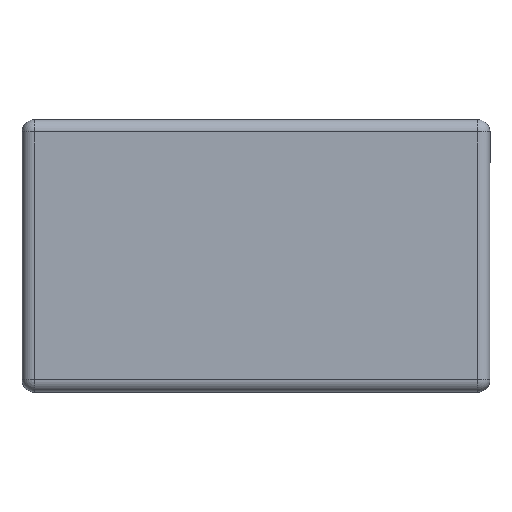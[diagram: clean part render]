
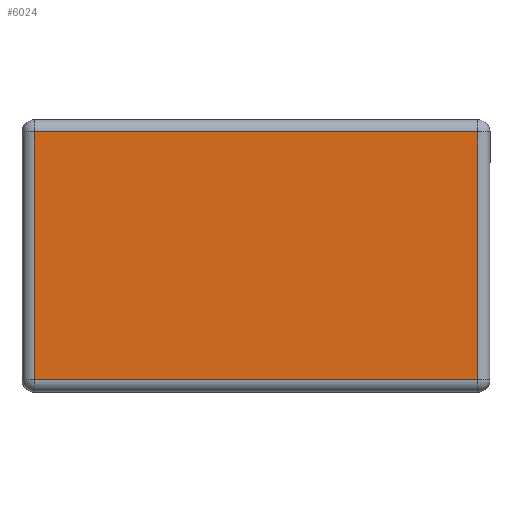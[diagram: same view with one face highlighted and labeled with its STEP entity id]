
A CAD part, top view. The second image highlights one B-rep face of the part: STEP entity #6024.
In plain terms, the highlighted face is planar.
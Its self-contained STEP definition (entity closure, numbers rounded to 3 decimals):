
#581=LINE('',#10151,#1133);
#583=LINE('',#10158,#1135);
#584=LINE('',#10166,#1136);
#586=LINE('',#10174,#1138);
#1133=VECTOR('',#8386,179.);
#1135=VECTOR('',#8394,100.);
#1136=VECTOR('',#8405,179.);
#1138=VECTOR('',#8417,100.);
#1700=FACE_OUTER_BOUND('',#2152,.T.);
#2152=EDGE_LOOP('',(#5323,#5324,#5325,#5326));
#2960=VERTEX_POINT('',#10148);
#2961=VERTEX_POINT('',#10150);
#2963=VERTEX_POINT('',#10157);
#2965=VERTEX_POINT('',#10165);
#3750=EDGE_CURVE('',#2960,#2961,#581,.T.);
#3754=EDGE_CURVE('',#2961,#2963,#583,.T.);
#3758=EDGE_CURVE('',#2963,#2965,#584,.T.);
#3763=EDGE_CURVE('',#2965,#2960,#586,.T.);
#5323=ORIENTED_EDGE('',*,*,#3750,.F.);
#5324=ORIENTED_EDGE('',*,*,#3763,.F.);
#5325=ORIENTED_EDGE('',*,*,#3758,.F.);
#5326=ORIENTED_EDGE('',*,*,#3754,.F.);
#5660=PLANE('',#6662);
#6024=ADVANCED_FACE('',(#1700),#5660,.F.);
#6662=AXIS2_PLACEMENT_3D('',#10185,#8436,#8437);
#8386=DIRECTION('',(1.,0.,0.));
#8394=DIRECTION('',(0.,1.,0.));
#8405=DIRECTION('',(-1.,0.,0.));
#8417=DIRECTION('',(0.,-1.,0.));
#8436=DIRECTION('center_axis',(0.,0.,1.));
#8437=DIRECTION('ref_axis',(1.,0.,0.));
#10148=CARTESIAN_POINT('',(-89.5,-50.,-88.));
#10150=CARTESIAN_POINT('',(89.5,-50.,-88.));
#10151=CARTESIAN_POINT('',(-44.75,-50.,-88.));
#10157=CARTESIAN_POINT('',(89.5,50.,-88.));
#10158=CARTESIAN_POINT('',(89.5,-25.,-88.));
#10165=CARTESIAN_POINT('',(-89.5,50.,-88.));
#10166=CARTESIAN_POINT('',(44.75,50.,-88.));
#10174=CARTESIAN_POINT('',(-89.5,25.,-88.));
#10185=CARTESIAN_POINT('Origin',(0.,0.,
-88.));
